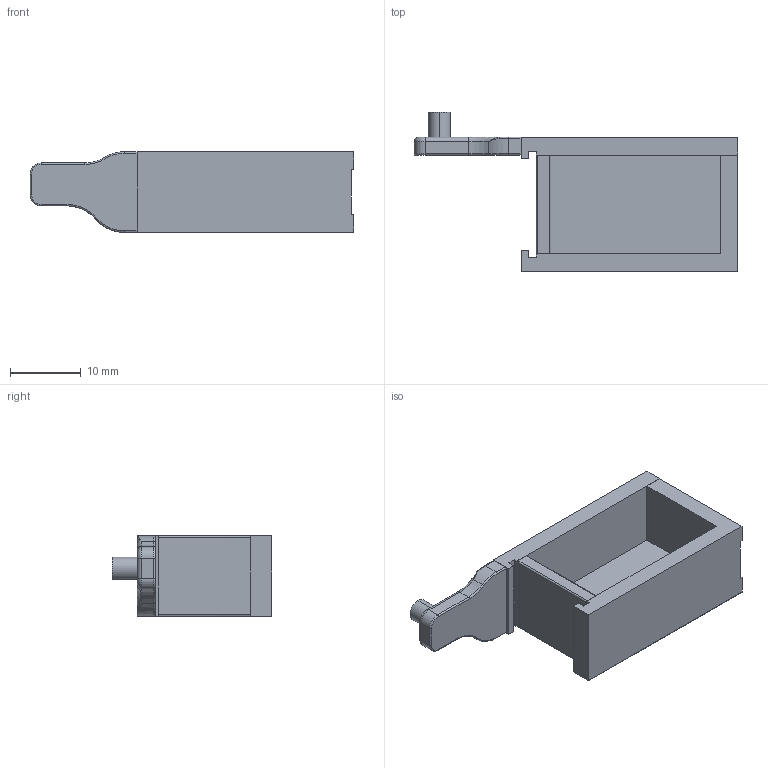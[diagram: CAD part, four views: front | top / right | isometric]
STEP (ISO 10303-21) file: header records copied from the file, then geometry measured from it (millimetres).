
FILE_DESCRIPTION (( 'STEP AP214' ), '1' );
FILE_NAME ('Right gripper.STEP', '2022-11-23T12:11:18', ( '' ), ( '' ), 'SwSTEP 2.0', 'SolidWorks 2022', '' );
FILE_SCHEMA (( 'AUTOMOTIVE_DESIGN' ));
Length unit declared in the file: inch
Products named in the file (1): Right gripper
Bounding box: 45.9 x 22.61 x 11.46 mm (x, y, z)
Volume: 3483.6 mm3; surface area: 3395.1 mm2
Topology: 1 solids, 1 shells, 88 faces, 230 edges, 143 vertices
Faces by surface type: plane 40, cylinder 34, torus 12, bspline 2
Entity records: 2815 total; most frequent: CARTESIAN_POINT 631, ORIENTED_EDGE 456, DIRECTION 447, EDGE_CURVE 228, AXIS2_PLACEMENT_3D 151, VECTOR 145, LINE 145, VERTEX_POINT 143
